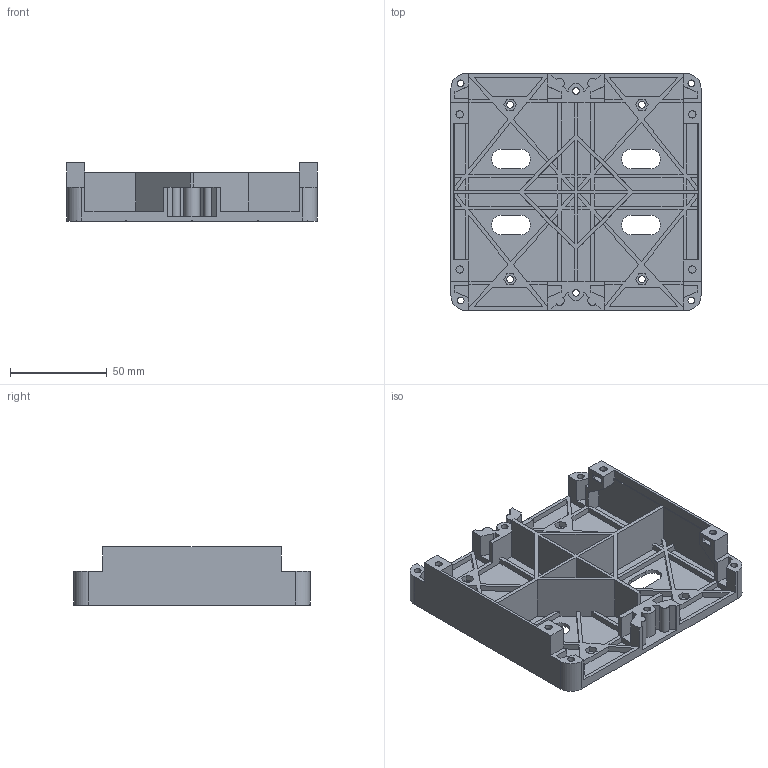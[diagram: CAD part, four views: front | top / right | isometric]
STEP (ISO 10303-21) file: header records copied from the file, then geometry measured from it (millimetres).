
FILE_DESCRIPTION(('FreeCAD Model'),'2;1');
FILE_NAME('Open CASCADE Shape Model','2025-08-12T21:55:47',('FreeCAD'),( 'FreeCAD'),'Open CASCADE STEP processor 7.8','FreeCAD','Unknown');
FILE_SCHEMA(('AUTOMOTIVE_DESIGN { 1 0 10303 214 1 1 1 1 }'));
Length unit declared in the file: millimetre
Products named in the file (1): Open CASCADE STEP translator 7.8 11
Bounding box: 129 x 122 x 30 mm (x, y, z)
Volume: 78510.2 mm3; surface area: 76128.5 mm2
Topology: 1 solids, 1 shells, 686 faces, 1964 edges, 1278 vertices
Faces by surface type: plane 650, cylinder 36
Full cylindrical faces by diameter (mm): 3.5 x10, 3.8 x8
Entity records: 22056 total; most frequent: CARTESIAN_POINT 3931, ORIENTED_EDGE 3928, DIRECTION 3492, EDGE_CURVE 1964, LINE 1806, VECTOR 1806, VERTEX_POINT 1278, AXIS2_PLACEMENT_3D 843
